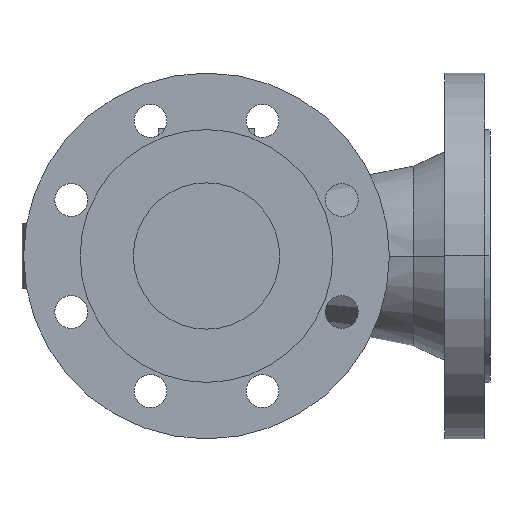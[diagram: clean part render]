
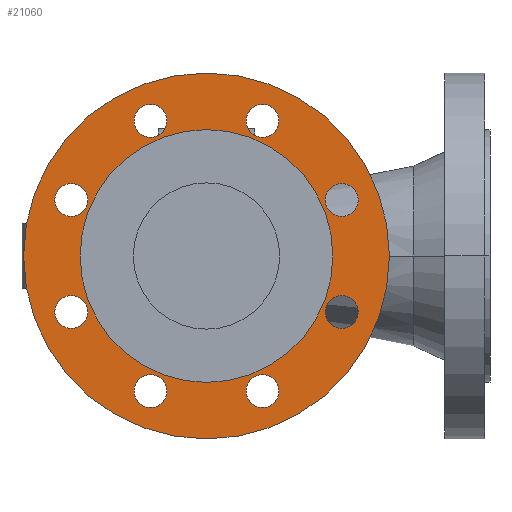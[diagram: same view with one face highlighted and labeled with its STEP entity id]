
A CAD part, front view. The second image highlights one B-rep face of the part: STEP entity #21060.
In plain terms, the highlighted planar face has unit normal (0, -1, 0).
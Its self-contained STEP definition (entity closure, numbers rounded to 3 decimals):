
#2060=CARTESIAN_POINT('',(-69.1,3.,0.));
#2070=VERTEX_POINT('',#2060);
#2230=CARTESIAN_POINT('',(69.1,3.,0.));
#2240=VERTEX_POINT('',#2230);
#2270=CARTESIAN_POINT('',(0.,3.,0.));
#2280=DIRECTION('',(0.,-1.,-0.));
#2290=DIRECTION('',(-1.,0.,0.));
#2300=AXIS2_PLACEMENT_3D('',#2270,#2280,#2290);
#2310=CIRCLE('',#2300,69.1);
#2320=EDGE_CURVE('',#2070,#2240,#2310,.T.);
#2460=CARTESIAN_POINT('',(100.,3.,0.));
#2470=VERTEX_POINT('',#2460);
#2520=CARTESIAN_POINT('',(0.,3.,0.));
#2530=DIRECTION('',(0.,-1.,-0.));
#2540=DIRECTION('',(-1.,0.,0.));
#2550=AXIS2_PLACEMENT_3D('',#2520,#2530,#2540);
#2560=CIRCLE('',#2550,100.);
#2570=CARTESIAN_POINT('',(-100.,3.,0.));
#2580=VERTEX_POINT('',#2570);
#2590=EDGE_CURVE('',#2470,#2580,#2560,.T.);
#10620=CARTESIAN_POINT('',(64.91,3.,-30.615));
#10630=VERTEX_POINT('',#10620);
#10660=CARTESIAN_POINT('',(73.91,3.,-30.615));
#10670=DIRECTION('',(-0.,1.,0.));
#10680=DIRECTION('',(1.,0.,0.));
#10690=AXIS2_PLACEMENT_3D('',#10660,#10670,#10680);
#10700=CIRCLE('',#10690,9.);
#10710=CARTESIAN_POINT('',(82.91,3.,-30.615));
#10720=VERTEX_POINT('',#10710);
#10730=EDGE_CURVE('',#10630,#10720,#10700,.T.);
#11040=CARTESIAN_POINT('',(64.91,3.,30.615));
#11050=VERTEX_POINT('',#11040);
#11210=CARTESIAN_POINT('',(82.91,3.,30.615));
#11220=VERTEX_POINT('',#11210);
#11250=CARTESIAN_POINT('',(73.91,3.,30.615));
#11260=DIRECTION('',(-0.,1.,0.));
#11270=DIRECTION('',(1.,0.,0.));
#11280=AXIS2_PLACEMENT_3D('',#11250,#11260,#11270);
#11290=CIRCLE('',#11280,9.);
#11300=EDGE_CURVE('',#11220,#11050,#11290,.T.);
#11460=CARTESIAN_POINT('',(21.615,3.,73.91));
#11470=VERTEX_POINT('',#11460);
#11500=CARTESIAN_POINT('',(30.615,3.,73.91));
#11510=DIRECTION('',(-0.,1.,0.));
#11520=DIRECTION('',(1.,0.,0.));
#11530=AXIS2_PLACEMENT_3D('',#11500,#11510,#11520);
#11540=CIRCLE('',#11530,9.);
#11550=CARTESIAN_POINT('',(39.615,3.,73.91));
#11560=VERTEX_POINT('',#11550);
#11570=EDGE_CURVE('',#11470,#11560,#11540,.T.);
#11880=CARTESIAN_POINT('',(-21.615,3.,73.91));
#11890=VERTEX_POINT('',#11880);
#12050=CARTESIAN_POINT('',(-39.615,3.,73.91));
#12060=VERTEX_POINT('',#12050);
#12090=CARTESIAN_POINT('',(-30.615,3.,73.91));
#12100=DIRECTION('',(-0.,1.,0.));
#12110=DIRECTION('',(1.,0.,0.));
#12120=AXIS2_PLACEMENT_3D('',#12090,#12100,#12110);
#12130=CIRCLE('',#12120,9.);
#12140=EDGE_CURVE('',#12060,#11890,#12130,.T.);
#12300=CARTESIAN_POINT('',(-64.91,3.,30.615));
#12310=VERTEX_POINT('',#12300);
#12340=CARTESIAN_POINT('',(-73.91,3.,30.615));
#12350=DIRECTION('',(-0.,1.,0.));
#12360=DIRECTION('',(1.,0.,0.));
#12370=AXIS2_PLACEMENT_3D('',#12340,#12350,#12360);
#12380=CIRCLE('',#12370,9.);
#12390=CARTESIAN_POINT('',(-82.91,3.,30.615));
#12400=VERTEX_POINT('',#12390);
#12410=EDGE_CURVE('',#12310,#12400,#12380,.T.);
#12720=CARTESIAN_POINT('',(-82.91,3.,-30.615));
#12730=VERTEX_POINT('',#12720);
#12760=CARTESIAN_POINT('',(-73.91,3.,-30.615));
#12770=DIRECTION('',(-0.,1.,0.));
#12780=DIRECTION('',(1.,0.,0.));
#12790=AXIS2_PLACEMENT_3D('',#12760,#12770,#12780);
#12800=CIRCLE('',#12790,9.);
#12810=CARTESIAN_POINT('',(-64.91,3.,-30.615));
#12820=VERTEX_POINT('',#12810);
#12830=EDGE_CURVE('',#12730,#12820,#12800,.T.);
#13140=CARTESIAN_POINT('',(-39.615,3.,-73.91));
#13150=VERTEX_POINT('',#13140);
#13310=CARTESIAN_POINT('',(-21.615,3.,-73.91));
#13320=VERTEX_POINT('',#13310);
#13350=CARTESIAN_POINT('',(-30.615,3.,-73.91));
#13360=DIRECTION('',(-0.,1.,0.));
#13370=DIRECTION('',(1.,0.,0.));
#13380=AXIS2_PLACEMENT_3D('',#13350,#13360,#13370);
#13390=CIRCLE('',#13380,9.);
#13400=EDGE_CURVE('',#13320,#13150,#13390,.T.);
#13560=CARTESIAN_POINT('',(39.615,3.,-73.91));
#13570=VERTEX_POINT('',#13560);
#13600=CARTESIAN_POINT('',(30.615,3.,-73.91));
#13610=DIRECTION('',(-0.,1.,0.));
#13620=DIRECTION('',(1.,0.,0.));
#13630=AXIS2_PLACEMENT_3D('',#13600,#13610,#13620);
#13640=CIRCLE('',#13630,9.);
#13650=CARTESIAN_POINT('',(21.615,3.,-73.91));
#13660=VERTEX_POINT('',#13650);
#13670=EDGE_CURVE('',#13570,#13660,#13640,.T.);
#20510=CARTESIAN_POINT('',(-84.55,3.,0.));
#20520=DIRECTION('',(0.,-1.,-0.));
#20530=DIRECTION('',(-1.,0.,0.));
#20540=AXIS2_PLACEMENT_3D('',#20510,#20520,#20530);
#20550=PLANE('',#20540);
#20560=ORIENTED_EDGE('',*,*,#13670,.T.);
#20570=EDGE_CURVE('',#13660,#13570,#13640,.T.);
#20580=ORIENTED_EDGE('',*,*,#20570,.T.);
#20590=EDGE_LOOP('',(#20580,#20560));
#20600=FACE_BOUND('',#20590,.T.);
#20610=EDGE_CURVE('',#13150,#13320,#13390,.T.);
#20620=ORIENTED_EDGE('',*,*,#20610,.T.);
#20630=ORIENTED_EDGE('',*,*,#13400,.T.);
#20640=EDGE_LOOP('',(#20630,#20620));
#20650=FACE_BOUND('',#20640,.T.);
#20660=EDGE_CURVE('',#12820,#12730,#12800,.T.);
#20670=ORIENTED_EDGE('',*,*,#20660,.T.);
#20680=ORIENTED_EDGE('',*,*,#12830,.T.);
#20690=EDGE_LOOP('',(#20680,#20670));
#20700=FACE_BOUND('',#20690,.T.);
#20710=EDGE_CURVE('',#12400,#12310,#12380,.T.);
#20720=ORIENTED_EDGE('',*,*,#20710,.T.);
#20730=ORIENTED_EDGE('',*,*,#12410,.T.);
#20740=EDGE_LOOP('',(#20730,#20720));
#20750=FACE_BOUND('',#20740,.T.);
#20760=EDGE_CURVE('',#11890,#12060,#12130,.T.);
#20770=ORIENTED_EDGE('',*,*,#20760,.T.);
#20780=ORIENTED_EDGE('',*,*,#12140,.T.);
#20790=EDGE_LOOP('',(#20780,#20770));
#20800=FACE_BOUND('',#20790,.T.);
#20810=ORIENTED_EDGE('',*,*,#11570,.T.);
#20820=EDGE_CURVE('',#11560,#11470,#11540,.T.);
#20830=ORIENTED_EDGE('',*,*,#20820,.T.);
#20840=EDGE_LOOP('',(#20830,#20810));
#20850=FACE_BOUND('',#20840,.T.);
#20860=EDGE_CURVE('',#11050,#11220,#11290,.T.);
#20870=ORIENTED_EDGE('',*,*,#20860,.T.);
#20880=ORIENTED_EDGE('',*,*,#11300,.T.);
#20890=EDGE_LOOP('',(#20880,#20870));
#20900=FACE_BOUND('',#20890,.T.);
#20910=ORIENTED_EDGE('',*,*,#10730,.T.);
#20920=EDGE_CURVE('',#10720,#10630,#10700,.T.);
#20930=ORIENTED_EDGE('',*,*,#20920,.T.);
#20940=EDGE_LOOP('',(#20930,#20910));
#20950=FACE_BOUND('',#20940,.T.);
#20960=EDGE_CURVE('',#2240,#2070,#2310,.T.);
#20970=ORIENTED_EDGE('',*,*,#20960,.F.);
#20980=ORIENTED_EDGE('',*,*,#2320,.F.);
#20990=EDGE_LOOP('',(#20980,#20970));
#21000=FACE_BOUND('',#20990,.T.);
#21010=ORIENTED_EDGE('',*,*,#2590,.T.);
#21020=EDGE_CURVE('',#2580,#2470,#2560,.T.);
#21030=ORIENTED_EDGE('',*,*,#21020,.T.);
#21040=EDGE_LOOP('',(#21030,#21010));
#21050=FACE_OUTER_BOUND('',#21040,.T.);
#21060=ADVANCED_FACE('',(#20600,#20650,#20700,#20750,#20800,#20850,
#20900,#20950,#21000,#21050),#20550,.T.);
